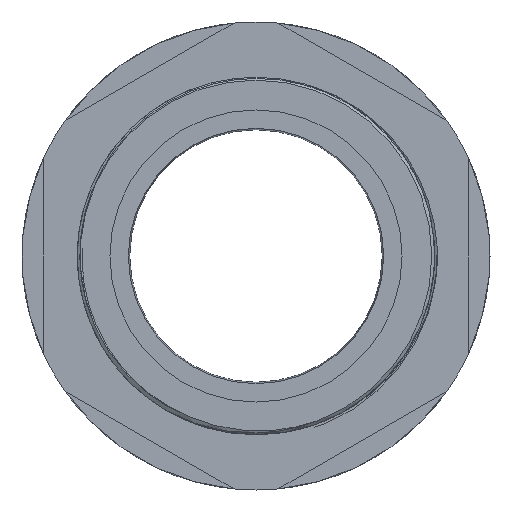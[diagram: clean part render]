
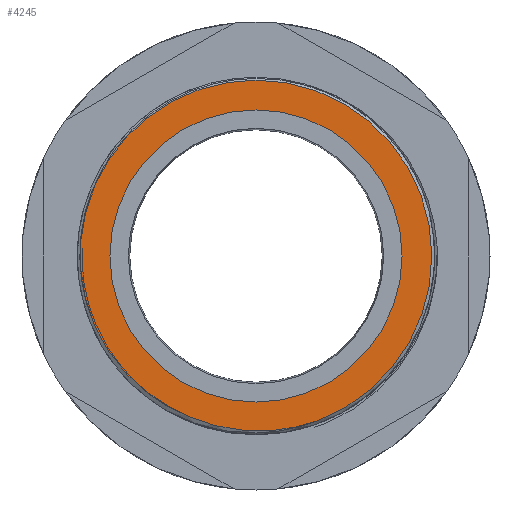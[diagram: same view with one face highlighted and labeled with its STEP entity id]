
A CAD part, front view. The second image highlights one B-rep face of the part: STEP entity #4245.
In plain terms, the highlighted planar face has unit normal (0, -1, 0).
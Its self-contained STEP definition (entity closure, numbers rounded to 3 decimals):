
#262 = CARTESIAN_POINT ( 'NONE',  ( -21.007, -18., -22.571 ) ) ;
#296 = ORIENTED_EDGE ( 'NONE', *, *, #12028, .T. ) ;
#823 = CARTESIAN_POINT ( 'NONE',  ( 7.229, -18., -30.106 ) ) ;
#1241 = VERTEX_POINT ( 'NONE', #6563 ) ;
#1500 = ORIENTED_EDGE ( 'NONE', *, *, #11149, .T. ) ;
#1541 = CARTESIAN_POINT ( 'NONE',  ( -19.89, -18., -23.536 ) ) ;
#2046 = CARTESIAN_POINT ( 'NONE',  ( -11.951, -18., -28.262 ) ) ;
#2103 = CARTESIAN_POINT ( 'NONE',  ( 10.068, -18., -29.322 ) ) ;
#2169 = EDGE_CURVE ( 'NONE', #6301, #11693, #14709, .T. ) ;
#2702 = PLANE ( 'NONE',  #11071 ) ;
#2783 = CARTESIAN_POINT ( 'NONE',  ( -17.948, -18., -25.023 ) ) ;
#3285 = CARTESIAN_POINT ( 'NONE',  ( -6.388, -18., -30.143 ) ) ;
#3635 = CARTESIAN_POINT ( 'NONE',  ( 0., -18., 0. ) ) ;
#3855 = B_SPLINE_CURVE_WITH_KNOTS ( 'NONE', 3,
 ( #14224, #5917, #11261, #4014, #12418, #5264, #13604, #6486, #14779, #7747, #262, #8933, #1541, #10125, #2783, #11310, #4073, #12469 ),
 .UNSPECIFIED., .F., .F.,
 ( 4, 2, 2, 2, 2, 2, 2, 2, 4 ),
 ( 0.038, 0.041, 0.044, 0.047, 0.05, 0.051, 0.053, 0.056, 0.062 ),
 .UNSPECIFIED. ) ;
#4014 = CARTESIAN_POINT ( 'NONE',  ( -26.634, -18., -15.789 ) ) ;
#4073 = CARTESIAN_POINT ( 'NONE',  ( -13.775, -18., -27.52 ) ) ;
#4245 = ADVANCED_FACE ( 'NONE', ( #11677, #4903 ), #2702, .F. ) ;
#4583 = CARTESIAN_POINT ( 'NONE',  ( -2.525, -18., -30.73 ) ) ;
#4677 = CARTESIAN_POINT ( 'NONE',  ( 0., -18., 0. ) ) ;
#4770 = EDGE_LOOP ( 'NONE', ( #296, #5722, #10720, #1500 ) ) ;
#4903 = FACE_OUTER_BOUND ( 'NONE', #4770, .T. ) ;
#4908 = DIRECTION ( 'NONE',  ( 0., 0., -1. ) ) ;
#5264 = CARTESIAN_POINT ( 'NONE',  ( -24.979, -18., -18.227 ) ) ;
#5509 = DIRECTION ( 'NONE',  ( 0., -1., 0. ) ) ;
#5722 = ORIENTED_EDGE ( 'NONE', *, *, #2169, .T. ) ;
#5801 = CARTESIAN_POINT ( 'NONE',  ( 0.417, -18., -30.869 ) ) ;
#5883 = DIRECTION ( 'NONE',  ( 0., 0., 1. ) ) ;
#5917 = CARTESIAN_POINT ( 'NONE',  ( -28.05, -18., -13.204 ) ) ;
#6301 = VERTEX_POINT ( 'NONE', #10145 ) ;
#6458 = DIRECTION ( 'NONE',  ( 0., 1., 0. ) ) ;
#6486 = CARTESIAN_POINT ( 'NONE',  ( -23.098, -18., -20.5 ) ) ;
#6513 = ORIENTED_EDGE ( 'NONE', *, *, #13484, .F. ) ;
#6563 = CARTESIAN_POINT ( 'NONE',  ( 0., -18., 31. ) ) ;
#7023 = CARTESIAN_POINT ( 'NONE',  ( 3.356, -18., -30.727 ) ) ;
#7315 = DIRECTION ( 'NONE',  ( 0., -1., 0. ) ) ;
#7320 = CARTESIAN_POINT ( 'NONE',  ( 0., -18., -25.75 ) ) ;
#7572 = VERTEX_POINT ( 'NONE', #8339 ) ;
#7747 = CARTESIAN_POINT ( 'NONE',  ( -21.368, -18., -22.238 ) ) ;
#8214 = CARTESIAN_POINT ( 'NONE',  ( -10.131, -18., -29.01 ) ) ;
#8269 = CARTESIAN_POINT ( 'NONE',  ( 6.268, -18., -30.307 ) ) ;
#8339 = CARTESIAN_POINT ( 'NONE',  ( -28.452, -18., -12.309 ) ) ;
#8433 = CARTESIAN_POINT ( 'NONE',  ( 0., -18., 25.75 ) ) ;
#8859 = CARTESIAN_POINT ( 'NONE',  ( 0., -18., 0. ) ) ;
#8933 = CARTESIAN_POINT ( 'NONE',  ( -20.268, -18., -23.22 ) ) ;
#9284 = AXIS2_PLACEMENT_3D ( 'NONE', #4677, #13022, #5883 ) ;
#9403 = CARTESIAN_POINT ( 'NONE',  ( -11.051, -18., -28.657 ) ) ;
#9451 = CARTESIAN_POINT ( 'NONE',  ( 9.132, -18., -29.613 ) ) ;
#9556 = CIRCLE ( 'NONE', #14307, 25.75 ) ;
#9895 = AXIS2_PLACEMENT_3D ( 'NONE', #14381, #7315, #15565 ) ;
#10125 = CARTESIAN_POINT ( 'NONE',  ( -18.739, -18., -24.452 ) ) ;
#10145 = CARTESIAN_POINT ( 'NONE',  ( -11.951, -18., -28.262 ) ) ;
#10593 = CARTESIAN_POINT ( 'NONE',  ( -8.27, -18., -29.622 ) ) ;
#10640 = CARTESIAN_POINT ( 'NONE',  ( 10.989, -18., -28.987 ) ) ;
#10720 = ORIENTED_EDGE ( 'NONE', *, *, #11414, .T. ) ;
#11069 = CIRCLE ( 'NONE', #12737, 31. ) ;
#11071 = AXIS2_PLACEMENT_3D ( 'NONE', #8859, #6458, #11239 ) ;
#11149 = EDGE_CURVE ( 'NONE', #1241, #7572, #11069, .T. ) ;
#11239 = DIRECTION ( 'NONE',  ( 0., 0., 1. ) ) ;
#11261 = CARTESIAN_POINT ( 'NONE',  ( -27.606, -18., -14.08 ) ) ;
#11310 = CARTESIAN_POINT ( 'NONE',  ( -15.501, -18., -26.615 ) ) ;
#11414 = EDGE_CURVE ( 'NONE', #11693, #1241, #12348, .T. ) ;
#11548 = VERTEX_POINT ( 'NONE', #7320 ) ;
#11677 = FACE_BOUND ( 'NONE', #14244, .T. ) ;
#11693 = VERTEX_POINT ( 'NONE', #12394 ) ;
#11773 = CARTESIAN_POINT ( 'NONE',  ( -4.467, -18., -30.482 ) ) ;
#12028 = EDGE_CURVE ( 'NONE', #7572, #6301, #3855, .T. ) ;
#12083 = DIRECTION ( 'NONE',  ( 0., -1., 0. ) ) ;
#12348 = CIRCLE ( 'NONE', #9284, 31. ) ;
#12394 = CARTESIAN_POINT ( 'NONE',  ( 10.989, -18., -28.987 ) ) ;
#12418 = CARTESIAN_POINT ( 'NONE',  ( -26.107, -18., -16.621 ) ) ;
#12469 = CARTESIAN_POINT ( 'NONE',  ( -11.951, -18., -28.262 ) ) ;
#12627 = ORIENTED_EDGE ( 'NONE', *, *, #13170, .F. ) ;
#12668 = CARTESIAN_POINT ( 'NONE',  ( 0., -18., 0. ) ) ;
#12737 = AXIS2_PLACEMENT_3D ( 'NONE', #12668, #5509, #13838 ) ;
#12941 = CARTESIAN_POINT ( 'NONE',  ( -1.543, -18., -30.808 ) ) ;
#13022 = DIRECTION ( 'NONE',  ( 0., -1., 0. ) ) ;
#13170 = EDGE_CURVE ( 'NONE', #13390, #11548, #15613, .T. ) ;
#13390 = VERTEX_POINT ( 'NONE', #8433 ) ;
#13484 = EDGE_CURVE ( 'NONE', #11548, #13390, #9556, .T. ) ;
#13604 = CARTESIAN_POINT ( 'NONE',  ( -24.377, -18., -19.003 ) ) ;
#13838 = DIRECTION ( 'NONE',  ( 0., 0., 1. ) ) ;
#14106 = CARTESIAN_POINT ( 'NONE',  ( 1.397, -18., -30.852 ) ) ;
#14224 = CARTESIAN_POINT ( 'NONE',  ( -28.452, -18., -12.309 ) ) ;
#14244 = EDGE_LOOP ( 'NONE', ( #6513, #12627 ) ) ;
#14307 = AXIS2_PLACEMENT_3D ( 'NONE', #3635, #12083, #4908 ) ;
#14381 = CARTESIAN_POINT ( 'NONE',  ( 0., -18., 0. ) ) ;
#14709 = B_SPLINE_CURVE_WITH_KNOTS ( 'NONE', 3,
 ( #2046, #9403, #8214, #10593, #3285, #11773, #4583, #12941, #5801, #14106, #7023, #15301, #8269, #823, #9451, #2103, #10640 ),
 .UNSPECIFIED., .F., .F.,
 ( 4, 2, 1, 2, 2, 2, 2, 2, 4 ),
 ( 0., 0.003, 0.006, 0.009, 0.012, 0.015, 0.018, 0.021, 0.024 ),
 .UNSPECIFIED. ) ;
#14779 = CARTESIAN_POINT ( 'NONE',  ( -22.426, -18., -21.215 ) ) ;
#15301 = CARTESIAN_POINT ( 'NONE',  ( 4.333, -18., -30.617 ) ) ;
#15565 = DIRECTION ( 'NONE',  ( 0., 0., -1. ) ) ;
#15613 = CIRCLE ( 'NONE', #9895, 25.75 ) ;
